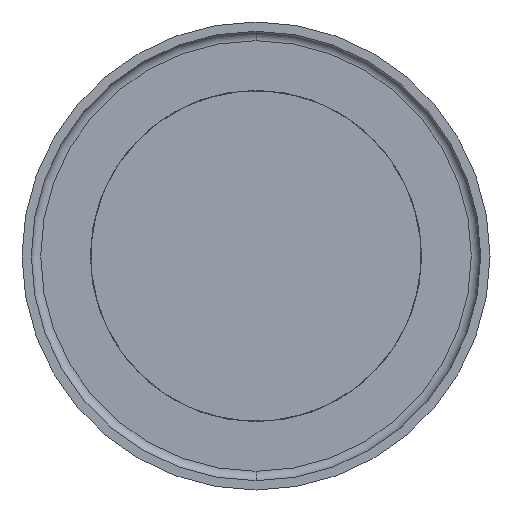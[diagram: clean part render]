
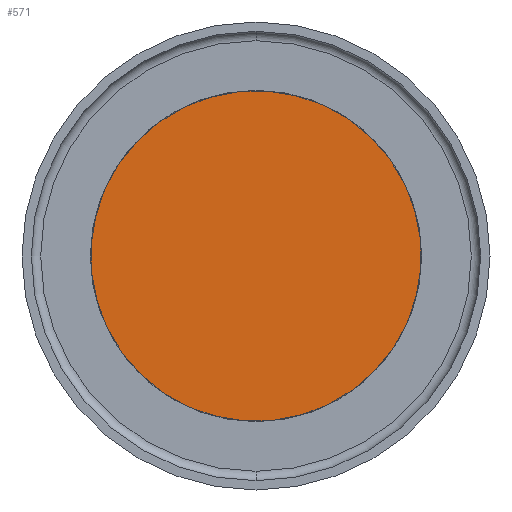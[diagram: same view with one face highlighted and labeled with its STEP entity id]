
A CAD part, front view. The second image highlights one B-rep face of the part: STEP entity #571.
In plain terms, the highlighted planar face has unit normal (0, -1, 0).
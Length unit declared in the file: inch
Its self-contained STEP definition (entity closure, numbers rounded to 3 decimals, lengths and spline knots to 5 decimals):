
#17 = CIRCLE ( 'NONE', #624, 0.5295 ) ;
#22 = DIRECTION ( 'NONE',  ( 0., 1., 0. ) ) ;
#23 = EDGE_LOOP ( 'NONE', ( #149, #167 ) ) ;
#39 = DIRECTION ( 'NONE',  ( -0.069, 0., -0.998 ) ) ;
#73 = CARTESIAN_POINT ( 'NONE',  ( 0.4983, 0.027, -0.03465 ) ) ;
#74 = DIRECTION ( 'NONE',  ( -0.069, 0., -0.998 ) ) ;
#110 = VERTEX_POINT ( 'NONE', #346 ) ;
#149 = ORIENTED_EDGE ( 'NONE', *, *, #687, .F. ) ;
#167 = ORIENTED_EDGE ( 'NONE', *, *, #244, .F. ) ;
#190 = AXIS2_PLACEMENT_3D ( 'NONE', #657, #548, #39 ) ;
#204 = DIRECTION ( 'NONE',  ( -0.069, 0., -0.998 ) ) ;
#244 = EDGE_CURVE ( 'NONE', #110, #566, #17, .T. ) ;
#314 = DIRECTION ( 'NONE',  ( 0., 1., 0. ) ) ;
#346 = CARTESIAN_POINT ( 'NONE',  ( 0.03673, 0.027, 0.52822 ) ) ;
#353 = CIRCLE ( 'NONE', #190, 0.5295 ) ;
#354 = CARTESIAN_POINT ( 'NONE',  ( -0.03673, 0.027, -0.52822 ) ) ;
#459 = AXIS2_PLACEMENT_3D ( 'NONE', #73, #22, #74 ) ;
#548 = DIRECTION ( 'NONE',  ( 0., 1., 0. ) ) ;
#566 = VERTEX_POINT ( 'NONE', #354 ) ;
#571 = ADVANCED_FACE ( 'NONE', ( #578 ), #580, .F. ) ;
#578 = FACE_OUTER_BOUND ( 'NONE', #23, .T. ) ;
#580 = PLANE ( 'NONE',  #459 ) ;
#624 = AXIS2_PLACEMENT_3D ( 'NONE', #705, #314, #204 ) ;
#657 = CARTESIAN_POINT ( 'NONE',  ( 0., 0.027, 0. ) ) ;
#687 = EDGE_CURVE ( 'NONE', #566, #110, #353, .T. ) ;
#705 = CARTESIAN_POINT ( 'NONE',  ( 0., 0.027, 0. ) ) ;
